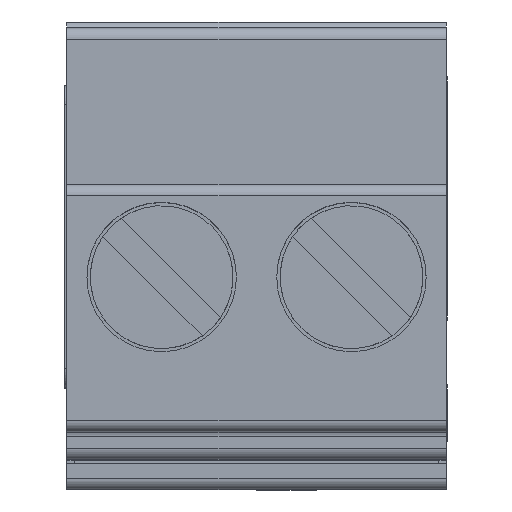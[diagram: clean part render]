
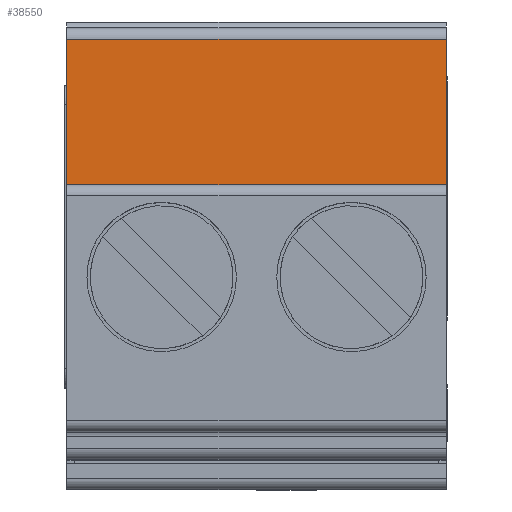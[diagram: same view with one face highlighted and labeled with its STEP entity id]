
A CAD part, top view. The second image highlights one B-rep face of the part: STEP entity #38550.
In plain terms, the highlighted face is planar.
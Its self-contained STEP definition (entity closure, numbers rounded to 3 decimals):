
#14740=CARTESIAN_POINT('',(-45.631,34.743,
10.195));
#14750=VERTEX_POINT('',#14740);
#14780=CARTESIAN_POINT('',(-45.631,34.743,
19.95));
#14790=DIRECTION('',(0.,0.,-1.));
#14800=VECTOR('',#14790,1.);
#14810=LINE('',#14780,#14800);
#14820=CARTESIAN_POINT('',(-45.631,34.743,
0.035));
#14830=VERTEX_POINT('',#14820);
#14840=EDGE_CURVE('',#14750,#14830,#14810,.T.);
#17900=CARTESIAN_POINT('',(-45.631,38.643,
10.195));
#17910=VERTEX_POINT('',#17900);
#18080=CARTESIAN_POINT('',(-45.631,38.643,
0.035));
#18090=VERTEX_POINT('',#18080);
#18120=CARTESIAN_POINT('',(-45.631,38.643,
19.95));
#18130=DIRECTION('',(0.,0.,-1.));
#18140=VECTOR('',#18130,1.);
#18150=LINE('',#18120,#18140);
#18160=EDGE_CURVE('',#17910,#18090,#18150,.T.);
#33350=CARTESIAN_POINT('',(-45.631,34.743,
0.035));
#33360=DIRECTION('',(0.,1.,0.));
#33370=VECTOR('',#33360,1.);
#33380=LINE('',#33350,#33370);
#33390=EDGE_CURVE('',#14830,#18090,#33380,.T.);
#38390=CARTESIAN_POINT('',(-45.631,34.743,
24.95));
#38400=DIRECTION('',(1.,0.,0.));
#38410=DIRECTION('',(0.,-1.,0.));
#38420=AXIS2_PLACEMENT_3D('',#38390,#38400,#38410);
#38430=PLANE('',#38420);
#38440=CARTESIAN_POINT('',(-45.631,34.743,
10.195));
#38450=DIRECTION('',(0.,1.,0.));
#38460=VECTOR('',#38450,1.);
#38470=LINE('',#38440,#38460);
#38480=EDGE_CURVE('',#14750,#17910,#38470,.T.);
#38490=ORIENTED_EDGE('',*,*,#38480,.F.);
#38500=ORIENTED_EDGE('',*,*,#18160,.F.);
#38510=ORIENTED_EDGE('',*,*,#33390,.T.);
#38520=ORIENTED_EDGE('',*,*,#14840,.T.);
#38530=EDGE_LOOP('',(#38520,#38510,#38500,#38490));
#38540=FACE_OUTER_BOUND('',#38530,.T.);
#38550=ADVANCED_FACE('',(#38540),#38430,.T.);
